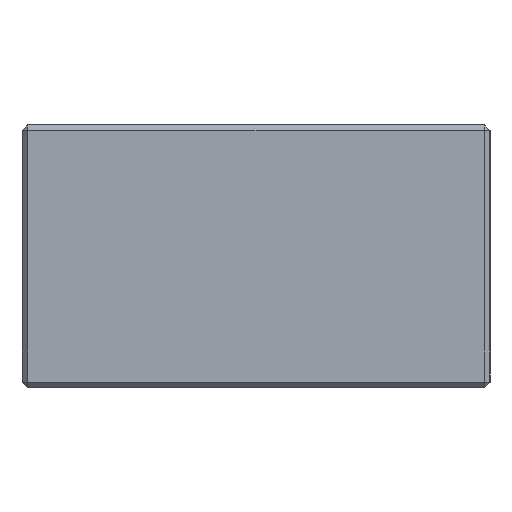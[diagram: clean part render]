
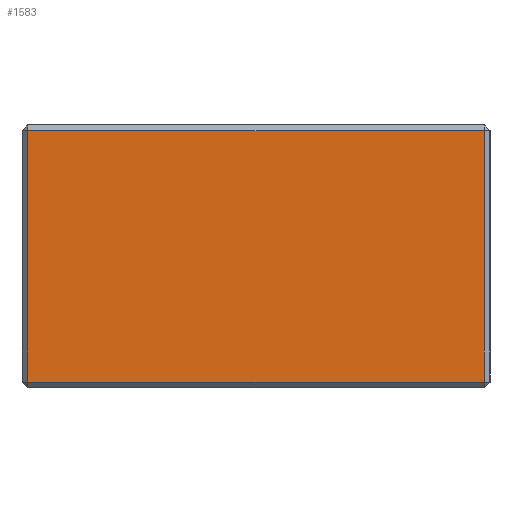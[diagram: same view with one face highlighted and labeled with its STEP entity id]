
A CAD part, left-side view. The second image highlights one B-rep face of the part: STEP entity #1583.
In plain terms, the highlighted planar face has unit normal (-1, 0, 0).
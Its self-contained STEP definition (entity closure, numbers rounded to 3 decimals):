
#34 = VERTEX_POINT ( 'NONE', #4428 ) ;
#78 = DIRECTION ( 'NONE',  ( 0., -1., 0. ) ) ;
#160 = CARTESIAN_POINT ( 'NONE',  ( -0.8, 0.4, 0.44 ) ) ;
#899 = VECTOR ( 'NONE', #5670, 1000. ) ;
#1268 = EDGE_CURVE ( 'NONE', #7256, #2215, #6998, .T. ) ;
#1583 = ADVANCED_FACE ( 'NONE', ( #3189 ), #4884, .F. ) ;
#1710 = ORIENTED_EDGE ( 'NONE', *, *, #1912, .T. ) ;
#1777 = ORIENTED_EDGE ( 'NONE', *, *, #1268, .T. ) ;
#1784 = ORIENTED_EDGE ( 'NONE', *, *, #6457, .T. ) ;
#1854 = DIRECTION ( 'NONE',  ( 0., 1., 0. ) ) ;
#1912 = EDGE_CURVE ( 'NONE', #2215, #34, #5230, .T. ) ;
#1961 = CARTESIAN_POINT ( 'NONE',  ( -0.8, -0.4, 0.45 ) ) ;
#2215 = VERTEX_POINT ( 'NONE', #3639 ) ;
#2284 = CARTESIAN_POINT ( 'NONE',  ( -0.8, -0.39, 0.44 ) ) ;
#2457 = LINE ( 'NONE', #5318, #4390 ) ;
#2469 = EDGE_CURVE ( 'NONE', #34, #7476, #2457, .T. ) ;
#2546 = AXIS2_PLACEMENT_3D ( 'NONE', #1961, #6137, #5434 ) ;
#3189 = FACE_OUTER_BOUND ( 'NONE', #6419, .T. ) ;
#3639 = CARTESIAN_POINT ( 'NONE',  ( -0.8, 0.39, 0.44 ) ) ;
#4109 = DIRECTION ( 'NONE',  ( 0., 0., -1. ) ) ;
#4390 = VECTOR ( 'NONE', #78, 1000. ) ;
#4428 = CARTESIAN_POINT ( 'NONE',  ( -0.8, 0.39, 0.01 ) ) ;
#4665 = CARTESIAN_POINT ( 'NONE',  ( -0.8, 0.39, 0.45 ) ) ;
#4884 = PLANE ( 'NONE',  #2546 ) ;
#5230 = LINE ( 'NONE', #4665, #6062 ) ;
#5318 = CARTESIAN_POINT ( 'NONE',  ( -0.8, -0.4, 0.01 ) ) ;
#5434 = DIRECTION ( 'NONE',  ( 0., 0., -1. ) ) ;
#5562 = VECTOR ( 'NONE', #1854, 1000. ) ;
#5629 = LINE ( 'NONE', #7232, #899 ) ;
#5670 = DIRECTION ( 'NONE',  ( 0., 0., 1. ) ) ;
#6062 = VECTOR ( 'NONE', #4109, 1000. ) ;
#6113 = CARTESIAN_POINT ( 'NONE',  ( -0.8, -0.39, 0.01 ) ) ;
#6137 = DIRECTION ( 'NONE',  ( 1., 0., 0. ) ) ;
#6419 = EDGE_LOOP ( 'NONE', ( #1710, #6579, #1784, #1777 ) ) ;
#6457 = EDGE_CURVE ( 'NONE', #7476, #7256, #5629, .T. ) ;
#6579 = ORIENTED_EDGE ( 'NONE', *, *, #2469, .T. ) ;
#6998 = LINE ( 'NONE', #160, #5562 ) ;
#7232 = CARTESIAN_POINT ( 'NONE',  ( -0.8, -0.39, 0.45 ) ) ;
#7256 = VERTEX_POINT ( 'NONE', #2284 ) ;
#7476 = VERTEX_POINT ( 'NONE', #6113 ) ;
